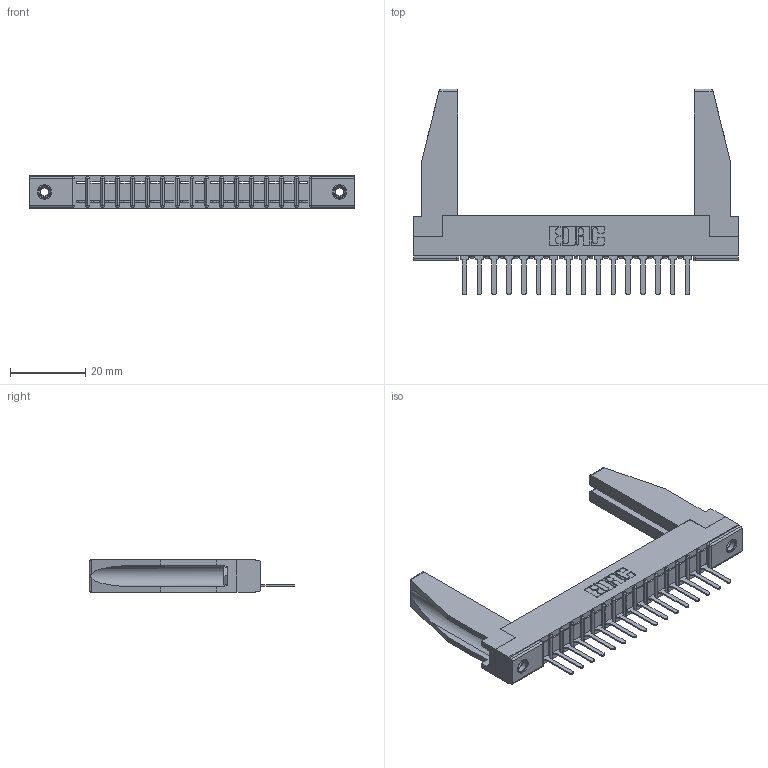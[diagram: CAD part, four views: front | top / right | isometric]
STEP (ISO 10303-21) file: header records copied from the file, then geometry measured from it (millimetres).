
FILE_DESCRIPTION (( 'STEP AP203' ), '1' );
FILE_NAME ('357-016-527-178.STEP', '2019-09-13T21:23:24', ( '' ), ( '' ), 'SwSTEP 2.0', 'SolidWorks 2016', '' );
FILE_SCHEMA (( 'CONFIG_CONTROL_DESIGN' ));
Length unit declared in the file: inch
Products named in the file (5): 307-290-001_527; 345-250-001_345-250-001-102; 307-220-078; 307 Part_.156 Dia Mounting Holes; 357-016-527-178
Assembly tree (21 placements, depth 2):
  357-016-527-178
    307 Part_.156 Dia Mounting Holes
    307-290-001_527  x16
    307-220-078  x2
    345-250-001_345-250-001-102  x2
Bounding box: 86.41 x 54.81 x 8.71 mm (x, y, z)
Volume: 9474.2 mm3; surface area: 12153.5 mm2
Topology: 21 solids, 21 shells, 1161 faces, 3245 edges, 2086 vertices
Faces by surface type: plane 746, cylinder 365, sphere 34, cone 12, torus 4
Entity records: 19329 total; most frequent: CARTESIAN_POINT 3246, ORIENTED_EDGE 3188, DIRECTION 3128, EDGE_CURVE 1594, LINE 1216, VECTOR 1216, VERTEX_POINT 1032, AXIS2_PLACEMENT_3D 956
